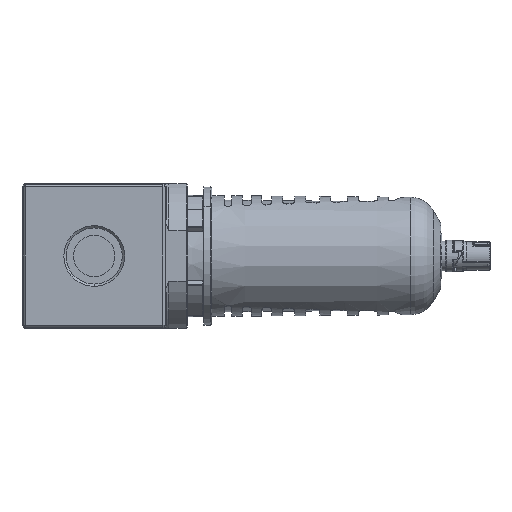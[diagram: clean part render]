
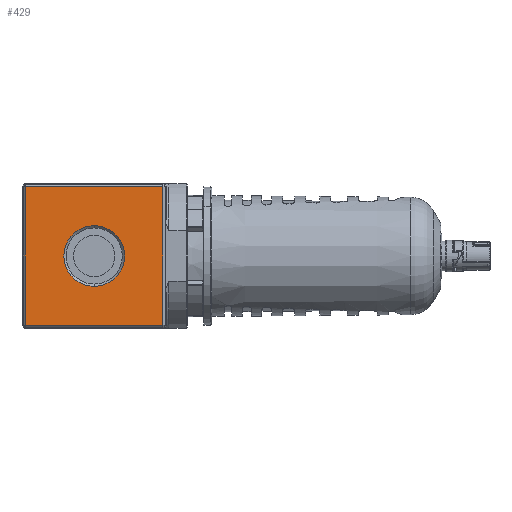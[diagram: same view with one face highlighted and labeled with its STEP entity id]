
A CAD part, left-side view. The second image highlights one B-rep face of the part: STEP entity #429.
In plain terms, the highlighted planar face has unit normal (-1, 0, 0).
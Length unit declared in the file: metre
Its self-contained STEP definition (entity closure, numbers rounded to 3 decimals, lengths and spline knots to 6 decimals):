
#429=ADVANCED_FACE('74:279',(#1791,#1792),#1793,.T.);
#1791=FACE_OUTER_BOUND('',#3814,.T.);
#1792=FACE_BOUND('',#3815,.T.);
#1793=PLANE('',#3816);
#3814=EDGE_LOOP('',(#9439,#9440,#9441,#9442));
#3815=EDGE_LOOP('',(#9443,#9444));
#3816=AXIS2_PLACEMENT_3D('',#9445,#9446,#9447);
#9439=ORIENTED_EDGE('',*,*,#16259,.F.);
#9440=ORIENTED_EDGE('',*,*,#16260,.F.);
#9441=ORIENTED_EDGE('',*,*,#16261,.F.);
#9442=ORIENTED_EDGE('',*,*,#16262,.F.);
#9443=ORIENTED_EDGE('',*,*,#15459,.F.);
#9444=ORIENTED_EDGE('',*,*,#16256,.F.);
#9445=CARTESIAN_POINT('',(-0.0682,0.031,0.03115));
#9446=DIRECTION('',(-1.0,0.0,0.0));
#9447=DIRECTION('',(0.0,1.0,0.0));
#15459=EDGE_CURVE('74:1167',#18790,#18788,#18792,.T.);
#16256=EDGE_CURVE('74:1167',#18788,#18790,#20111,.T.);
#16259=EDGE_CURVE('74:1173',#20114,#20115,#20116,.T.);
#16260=EDGE_CURVE('74:1176',#20117,#20114,#20118,.T.);
#16261=EDGE_CURVE('74:1179',#20119,#20117,#20120,.T.);
#16262=EDGE_CURVE('74:1182',#20115,#20119,#20121,.T.);
#18788=VERTEX_POINT('',#24126);
#18790=VERTEX_POINT('',#24129);
#18792=CIRCLE('',#24132,0.01325);
#20111=CIRCLE('',#26610,0.01325);
#20114=VERTEX_POINT('NONE',#26613);
#20115=VERTEX_POINT('NONE',#26614);
#20116=LINE('',#26615,#26616);
#20117=VERTEX_POINT('NONE',#26617);
#20118=LINE('',#26618,#26619);
#20119=VERTEX_POINT('NONE',#26620);
#20120=LINE('',#26621,#26622);
#20121=LINE('',#26623,#26624);
#24126=CARTESIAN_POINT('',(-0.0682,0.,0.01325));
#24129=CARTESIAN_POINT('',(-0.0682,0.,-0.01325));
#24132=AXIS2_PLACEMENT_3D('',#31452,#31453,#31454);
#26610=AXIS2_PLACEMENT_3D('',#32504,#32505,#32506);
#26613=CARTESIAN_POINT('',(-0.0682,-0.03,0.03015));
#26614=CARTESIAN_POINT('',(-0.0682,-0.03,-0.03015));
#26615=CARTESIAN_POINT('',(-0.0682,-0.03,0.03115));
#26616=VECTOR('',#32513,1.0);
#26617=CARTESIAN_POINT('',(-0.0682,0.03,0.03015));
#26618=CARTESIAN_POINT('',(-0.0682,0.031,0.03015));
#26619=VECTOR('',#32514,1.0);
#26620=CARTESIAN_POINT('',(-0.0682,0.03,-0.03015));
#26621=CARTESIAN_POINT('',(-0.0682,0.03,0.03115));
#26622=VECTOR('',#32515,1.0);
#26623=CARTESIAN_POINT('',(-0.0682,0.031,-0.03015));
#26624=VECTOR('',#32516,1.0);
#31452=CARTESIAN_POINT('',(-0.0682,0.,0.));
#31453=DIRECTION('',(-1.0,0.0,0.0));
#31454=DIRECTION('',(0.0,0.0,1.0));
#32504=CARTESIAN_POINT('',(-0.0682,0.,0.));
#32505=DIRECTION('',(-1.0,0.0,0.0));
#32506=DIRECTION('',(0.0,0.0,1.0));
#32513=DIRECTION('',(0.0,0.0,-1.0));
#32514=DIRECTION('',(0.0,-1.0,0.0));
#32515=DIRECTION('',(0.0,0.0,1.0));
#32516=DIRECTION('',(0.0,1.0,0.0));
